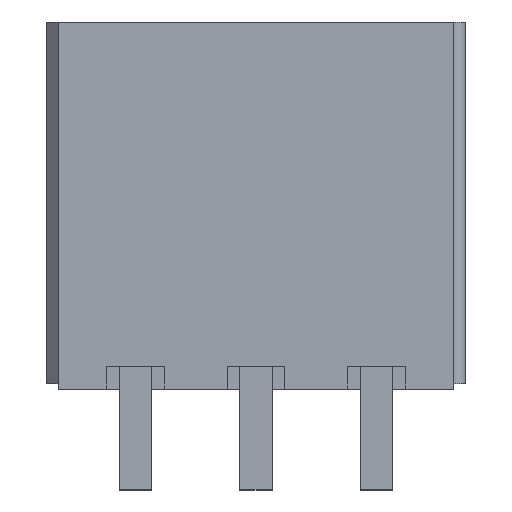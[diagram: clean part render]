
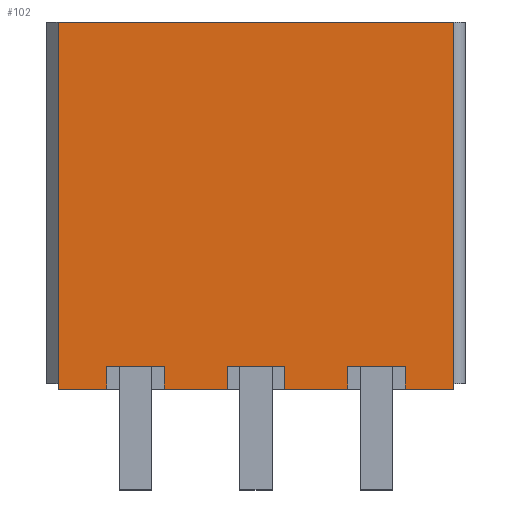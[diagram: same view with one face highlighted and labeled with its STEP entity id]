
A CAD part, top view. The second image highlights one B-rep face of the part: STEP entity #102.
In plain terms, the highlighted planar face has unit normal (0, 0, 1).
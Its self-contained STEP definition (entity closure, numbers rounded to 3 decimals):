
#102=ADVANCED_FACE('',(#347),#348,.T.);
#347=FACE_OUTER_BOUND('',#730,.T.);
#348=PLANE('',#731);
#730=EDGE_LOOP('',(#1516,#1517,#1518,#1519,#1520,#1521,#1522,#1523,#1524,#1525,#1526,#1527,#1528,#1529,#1530,#1531));
#731=AXIS2_PLACEMENT_3D('',#1532,#1533,#1534);
#1516=ORIENTED_EDGE('',*,*,#2658,.T.);
#1517=ORIENTED_EDGE('',*,*,#2761,.F.);
#1518=ORIENTED_EDGE('',*,*,#2685,.T.);
#1519=ORIENTED_EDGE('',*,*,#2762,.T.);
#1520=ORIENTED_EDGE('',*,*,#2763,.T.);
#1521=ORIENTED_EDGE('',*,*,#2764,.F.);
#1522=ORIENTED_EDGE('',*,*,#2679,.T.);
#1523=ORIENTED_EDGE('',*,*,#2765,.T.);
#1524=ORIENTED_EDGE('',*,*,#2621,.T.);
#1525=ORIENTED_EDGE('',*,*,#2766,.F.);
#1526=ORIENTED_EDGE('',*,*,#2671,.T.);
#1527=ORIENTED_EDGE('',*,*,#2718,.F.);
#1528=ORIENTED_EDGE('',*,*,#2722,.F.);
#1529=ORIENTED_EDGE('',*,*,#2524,.T.);
#1530=ORIENTED_EDGE('',*,*,#2687,.T.);
#1531=ORIENTED_EDGE('',*,*,#2767,.T.);
#1532=CARTESIAN_POINT('',(-6.9,12.8,4.8));
#1533=DIRECTION('',(0.0,0.0,1.0));
#1534=DIRECTION('',(1.0,0.0,0.0));
#2524=EDGE_CURVE('',#3017,#3015,#3018,.T.);
#2621=EDGE_CURVE('',#3195,#3196,#3197,.T.);
#2658=EDGE_CURVE('',#3264,#3265,#3266,.T.);
#2671=EDGE_CURVE('',#3286,#3287,#3288,.T.);
#2679=EDGE_CURVE('',#3296,#3298,#3300,.T.);
#2685=EDGE_CURVE('',#3306,#3308,#3310,.T.);
#2687=EDGE_CURVE('',#3015,#3311,#3313,.T.);
#2718=EDGE_CURVE('',#3352,#3287,#3354,.T.);
#2722=EDGE_CURVE('',#3017,#3352,#3358,.T.);
#2761=EDGE_CURVE('',#3306,#3265,#3431,.T.);
#2762=EDGE_CURVE('',#3308,#3432,#3433,.T.);
#2763=EDGE_CURVE('',#3432,#3434,#3435,.T.);
#2764=EDGE_CURVE('',#3296,#3434,#3436,.T.);
#2765=EDGE_CURVE('',#3298,#3195,#3437,.T.);
#2766=EDGE_CURVE('',#3286,#3196,#3438,.T.);
#2767=EDGE_CURVE('',#3311,#3264,#3439,.T.);
#3015=VERTEX_POINT('',#3826);
#3017=VERTEX_POINT('',#3829);
#3018=LINE('',#3830,#3831);
#3195=VERTEX_POINT('',#4103);
#3196=VERTEX_POINT('',#4104);
#3197=LINE('',#4105,#4106);
#3264=VERTEX_POINT('',#4209);
#3265=VERTEX_POINT('',#4210);
#3266=LINE('',#4211,#4212);
#3286=VERTEX_POINT('',#4244);
#3287=VERTEX_POINT('',#4245);
#3288=LINE('',#4246,#4247);
#3296=VERTEX_POINT('',#4260);
#3298=VERTEX_POINT('',#4263);
#3300=LINE('',#4266,#4267);
#3306=VERTEX_POINT('',#4276);
#3308=VERTEX_POINT('',#4279);
#3310=LINE('',#4282,#4283);
#3311=VERTEX_POINT('',#4284);
#3313=LINE('',#4287,#4288);
#3352=VERTEX_POINT('',#4356);
#3354=LINE('',#4359,#4360);
#3358=LINE('',#4366,#4367);
#3431=LINE('',#4478,#4479);
#3432=VERTEX_POINT('',#4480);
#3433=LINE('',#4481,#4482);
#3434=VERTEX_POINT('',#4483);
#3435=LINE('',#4484,#4485);
#3436=LINE('',#4486,#4487);
#3437=LINE('',#4488,#4489);
#3438=LINE('',#4490,#4491);
#3439=LINE('',#4492,#4493);
#3826=CARTESIAN_POINT('',(-6.9,0.0,4.8));
#3829=CARTESIAN_POINT('',(-6.9,12.8,4.8));
#3830=CARTESIAN_POINT('',(-6.9,12.8,4.8));
#3831=VECTOR('',#5104,12.8);
#4103=CARTESIAN_POINT('',(3.2,0.8,4.8));
#4104=CARTESIAN_POINT('',(5.2,0.8,4.8));
#4105=CARTESIAN_POINT('',(3.2,0.8,4.8));
#4106=VECTOR('',#5203,2.0);
#4209=CARTESIAN_POINT('',(-5.2,0.8,4.8));
#4210=CARTESIAN_POINT('',(-3.2,0.8,4.8));
#4211=CARTESIAN_POINT('',(-5.2,0.8,4.8));
#4212=VECTOR('',#5240,2.0);
#4244=CARTESIAN_POINT('',(5.2,0.0,4.8));
#4245=CARTESIAN_POINT('',(6.9,0.0,4.8));
#4246=CARTESIAN_POINT('',(5.2,0.0,4.8));
#4247=VECTOR('',#5253,1.7);
#4260=CARTESIAN_POINT('',(1.0,0.0,4.8));
#4263=CARTESIAN_POINT('',(3.2,0.0,4.8));
#4266=CARTESIAN_POINT('',(1.0,0.0,4.8));
#4267=VECTOR('',#5261,2.2);
#4276=CARTESIAN_POINT('',(-3.2,0.0,4.8));
#4279=CARTESIAN_POINT('',(-1.0,0.0,4.8));
#4282=CARTESIAN_POINT('',(-3.2,0.0,4.8));
#4283=VECTOR('',#5267,2.2);
#4284=CARTESIAN_POINT('',(-5.2,0.0,4.8));
#4287=CARTESIAN_POINT('',(-6.9,0.0,4.8));
#4288=VECTOR('',#5269,1.7);
#4356=CARTESIAN_POINT('',(6.9,12.8,4.8));
#4359=CARTESIAN_POINT('',(6.9,12.8,4.8));
#4360=VECTOR('',#5300,12.8);
#4366=CARTESIAN_POINT('',(-6.9,12.8,4.8));
#4367=VECTOR('',#5306,13.8);
#4478=CARTESIAN_POINT('',(-3.2,0.0,4.8));
#4479=VECTOR('',#5345,0.8);
#4480=CARTESIAN_POINT('',(-1.0,0.8,4.8));
#4481=CARTESIAN_POINT('',(-1.0,0.0,4.8));
#4482=VECTOR('',#5346,0.8);
#4483=CARTESIAN_POINT('',(1.0,0.8,4.8));
#4484=CARTESIAN_POINT('',(-1.0,0.8,4.8));
#4485=VECTOR('',#5347,2.0);
#4486=CARTESIAN_POINT('',(1.0,0.0,4.8));
#4487=VECTOR('',#5348,0.8);
#4488=CARTESIAN_POINT('',(3.2,0.0,4.8));
#4489=VECTOR('',#5349,0.8);
#4490=CARTESIAN_POINT('',(5.2,0.0,4.8));
#4491=VECTOR('',#5350,0.8);
#4492=CARTESIAN_POINT('',(-5.2,0.0,4.8));
#4493=VECTOR('',#5351,0.8);
#5104=DIRECTION('',(0.0,-1.0,0.0));
#5203=DIRECTION('',(1.0,0.0,0.0));
#5240=DIRECTION('',(1.0,0.0,0.0));
#5253=DIRECTION('',(1.0,0.0,0.0));
#5261=DIRECTION('',(1.0,0.0,0.0));
#5267=DIRECTION('',(1.0,0.0,0.0));
#5269=DIRECTION('',(1.0,0.0,0.0));
#5300=DIRECTION('',(0.0,-1.0,0.0));
#5306=DIRECTION('',(1.0,0.0,0.0));
#5345=DIRECTION('',(0.0,1.0,0.0));
#5346=DIRECTION('',(0.0,1.0,0.0));
#5347=DIRECTION('',(1.0,0.0,0.0));
#5348=DIRECTION('',(0.0,1.0,0.0));
#5349=DIRECTION('',(0.0,1.0,0.0));
#5350=DIRECTION('',(0.0,1.0,0.0));
#5351=DIRECTION('',(0.0,1.0,0.0));
